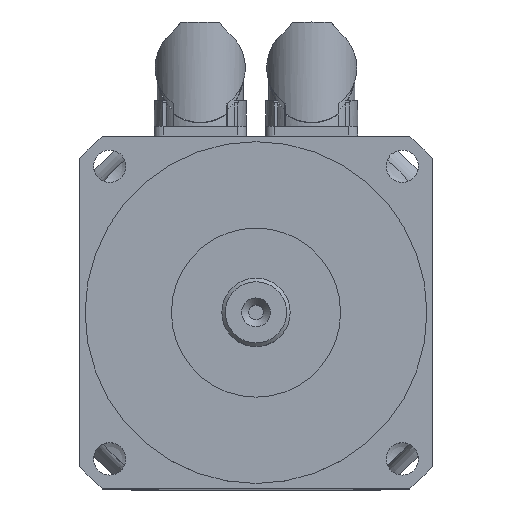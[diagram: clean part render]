
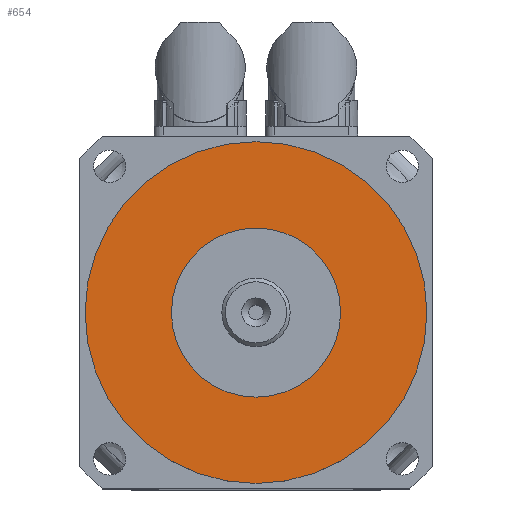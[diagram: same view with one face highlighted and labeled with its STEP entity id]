
A CAD part, top view. The second image highlights one B-rep face of the part: STEP entity #654.
In plain terms, the highlighted planar face has unit normal (0, 0, 1).
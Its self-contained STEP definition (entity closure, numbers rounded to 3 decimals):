
#268=CARTESIAN_POINT('',(23.5,0.,176.));
#269=VERTEX_POINT('',#268);
#270=CARTESIAN_POINT('',(0.,0.,176.));
#271=DIRECTION('',(0.0,0.0,-1.0));
#272=DIRECTION('',(1.0,0.0,0.0));
#273=AXIS2_PLACEMENT_3D('',#270,#271,#272);
#274=CIRCLE('',#273,23.5);
#275=EDGE_CURVE('',#269,#269,#274,.T.);
#620=CARTESIAN_POINT('',(47.5,0.,176.));
#621=VERTEX_POINT('',#620);
#622=CARTESIAN_POINT('',(0.,0.,176.));
#623=DIRECTION('',(0.0,0.0,-1.0));
#624=DIRECTION('',(-1.0,0.0,0.0));
#625=AXIS2_PLACEMENT_3D('',#622,#623,#624);
#626=CIRCLE('',#625,47.5);
#627=EDGE_CURVE('',#621,#621,#626,.T.);
#643=CARTESIAN_POINT('',(0.,0.,176.));
#644=DIRECTION('',(0.0,0.0,-1.0));
#645=DIRECTION('',(-1.0,0.0,0.0));
#646=AXIS2_PLACEMENT_3D('',#643,#644,#645);
#647=PLANE('',#646);
#648=ORIENTED_EDGE('',*,*,#627,.F.);
#649=EDGE_LOOP('',(#648));
#650=FACE_OUTER_BOUND('',#649,.T.);
#651=ORIENTED_EDGE('',*,*,#275,.T.);
#652=EDGE_LOOP('',(#651));
#653=FACE_BOUND('',#652,.T.);
#654=ADVANCED_FACE('',(#650,#653),#647,.F.);
